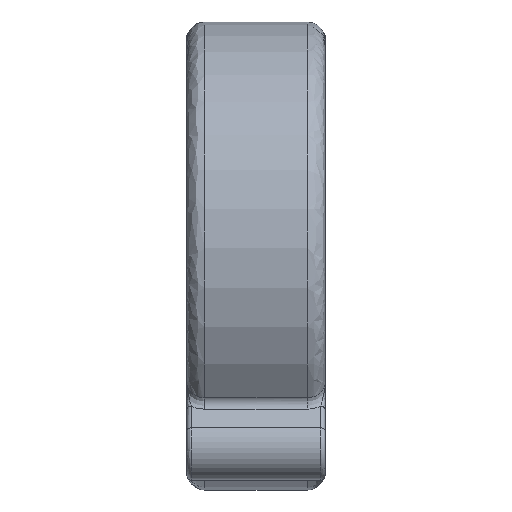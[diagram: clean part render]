
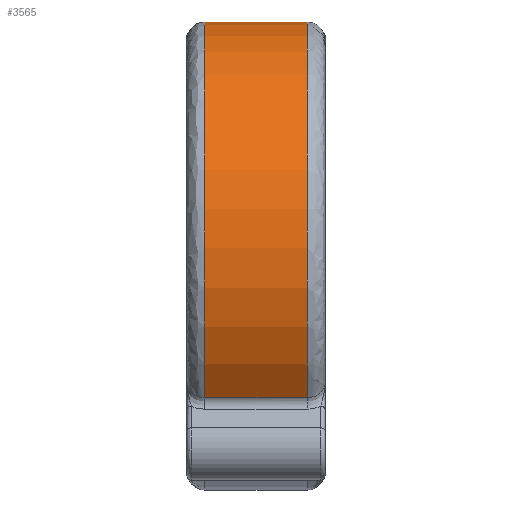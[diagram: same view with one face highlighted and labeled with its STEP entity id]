
A CAD part, left-side view. The second image highlights one B-rep face of the part: STEP entity #3565.
In plain terms, the highlighted cylindrical face has radius 26.05 mm (diameter 52.1 mm), a partial arc.
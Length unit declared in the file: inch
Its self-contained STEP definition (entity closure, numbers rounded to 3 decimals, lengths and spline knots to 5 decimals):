
#246 = FACE_OUTER_BOUND ( 'NONE', #661, .T. ) ;
#661 = EDGE_LOOP ( 'NONE', ( #1677, #1614, #10760, #6979 ) ) ;
#1285 = DIRECTION ( 'NONE',  ( 0., 1., 0. ) ) ;
#1566 = CARTESIAN_POINT ( 'NONE',  ( -0.81614, 0.52756, -0.68211 ) ) ;
#1614 = ORIENTED_EDGE ( 'NONE', *, *, #3872, .T. ) ;
#1677 = ORIENTED_EDGE ( 'NONE', *, *, #6857, .F. ) ;
#1997 = CIRCLE ( 'NONE', #8557, 1.02559 ) ;
#2665 = CARTESIAN_POINT ( 'NONE',  ( 0., 0.07874, -0.06102 ) ) ;
#2705 = EDGE_CURVE ( 'NONE', #8025, #10518, #6828, .T. ) ;
#2783 = VECTOR ( 'NONE', #2939, 39.37008 ) ;
#2858 = VECTOR ( 'NONE', #2956, 39.37008 ) ;
#2939 = DIRECTION ( 'NONE',  ( 0., -1., 0. ) ) ;
#2956 = DIRECTION ( 'NONE',  ( 0., -1., 0. ) ) ;
#3207 = DIRECTION ( 'NONE',  ( 0.004, 0., -1. ) ) ;
#3562 = DIRECTION ( 'NONE',  ( 0., -1., 0. ) ) ;
#3565 = ADVANCED_FACE ( 'NONE', ( #246 ), #11889, .T. ) ;
#3872 = EDGE_CURVE ( 'NONE', #12277, #10518, #5921, .T. ) ;
#4804 = CARTESIAN_POINT ( 'NONE',  ( 0., 0.52756, -0.06102 ) ) ;
#5681 = AXIS2_PLACEMENT_3D ( 'NONE', #2665, #3562, #6494 ) ;
#5921 = LINE ( 'NONE', #10704, #2783 ) ;
#5937 = AXIS2_PLACEMENT_3D ( 'NONE', #8162, #7071, #6227 ) ;
#6227 = DIRECTION ( 'NONE',  ( 0., 0., 1. ) ) ;
#6494 = DIRECTION ( 'NONE',  ( 0.006, 0., 1. ) ) ;
#6704 = VERTEX_POINT ( 'NONE', #8519 ) ;
#6828 = CIRCLE ( 'NONE', #5681, 1.02559 ) ;
#6857 = EDGE_CURVE ( 'NONE', #12277, #6704, #1997, .T. ) ;
#6979 = ORIENTED_EDGE ( 'NONE', *, *, #9588, .F. ) ;
#7071 = DIRECTION ( 'NONE',  ( 0., 1., 0. ) ) ;
#7491 = LINE ( 'NONE', #8807, #2858 ) ;
#8025 = VERTEX_POINT ( 'NONE', #11190 ) ;
#8162 = CARTESIAN_POINT ( 'NONE',  ( 0., 0., -0.06102 ) ) ;
#8519 = CARTESIAN_POINT ( 'NONE',  ( 0., 0.52756, 0.96457 ) ) ;
#8557 = AXIS2_PLACEMENT_3D ( 'NONE', #4804, #1285, #3207 ) ;
#8807 = CARTESIAN_POINT ( 'NONE',  ( 0., 0., 0.96457 ) ) ;
#9262 = CARTESIAN_POINT ( 'NONE',  ( -0.81614, 0.07874, -0.68211 ) ) ;
#9588 = EDGE_CURVE ( 'NONE', #6704, #8025, #7491, .T. ) ;
#10518 = VERTEX_POINT ( 'NONE', #9262 ) ;
#10704 = CARTESIAN_POINT ( 'NONE',  ( -0.81614, 0., -0.68211 ) ) ;
#10760 = ORIENTED_EDGE ( 'NONE', *, *, #2705, .F. ) ;
#11190 = CARTESIAN_POINT ( 'NONE',  ( 0., 0.07874, 0.96457 ) ) ;
#11889 = CYLINDRICAL_SURFACE ( 'NONE', #5937, 1.02559 ) ;
#12277 = VERTEX_POINT ( 'NONE', #1566 ) ;
